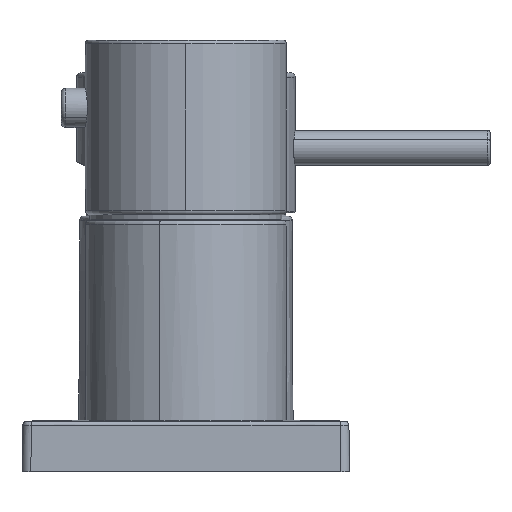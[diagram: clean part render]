
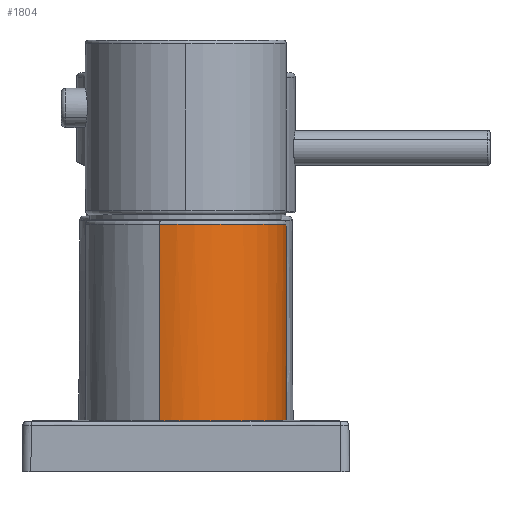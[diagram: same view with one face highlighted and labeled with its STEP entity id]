
A CAD part, left-side view. The second image highlights one B-rep face of the part: STEP entity #1804.
In plain terms, the highlighted cylindrical face has radius 23 mm (diameter 46 mm), a partial arc.
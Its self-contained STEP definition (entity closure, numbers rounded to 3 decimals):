
#84 = CARTESIAN_POINT ( 'NONE',  ( -77.791, -5.98, 56.697 ) ) ;
#215 = B_SPLINE_CURVE_WITH_KNOTS ( 'NONE', 3,
 ( #1200, #1921, #3158, #1188, #984, #960, #933, #446, #437, #408, #423, #398, #3815, #3805, #3789, #3780, #3768, #3759, #3754, #3742, #3727, #3717, #3707, #3571, #3562, #3538, #3526, #3511, #3506, #3475, #3458, #3446, #3419, #3269, #3253, #3238, #3221, #3171, #3141, #3120, #3103, #2926, #2909, #2896, #2881, #2847, #2837, #2822, #2808, #2797, #2765, #2606, #2580, #2565, #2551, #2524, #2499 ),
 .UNSPECIFIED., .F., .F.,
 ( 4, 2, 2, 2, 2, 2, 2, 2, 2, 2, 1, 2, 2, 2, 2, 2, 2, 2, 2, 2, 2, 2, 2, 2, 2, 2, 2, 2, 4 ),
 ( 0., 0.004, 0.007, 0.009, 0.013, 0.016, 0.018, 0.022, 0.024, 0.025, 0.027, 0.029, 0.03, 0.031, 0.036, 0.038, 0.039, 0.04, 0.045, 0.047, 0.049, 0.054, 0.056, 0.058, 0.061, 0.063, 0.067, 0.07, 0.072 ),
 .UNSPECIFIED. ) ;
#390 = DIRECTION ( 'NONE',  ( 0.723, -0.691, 0. ) ) ;
#392 = DIRECTION ( 'NONE',  ( 0., 0., 1. ) ) ;
#395 = CARTESIAN_POINT ( 'NONE',  ( -100., 0., 56.697 ) ) ;
#398 = CARTESIAN_POINT ( 'NONE',  ( -87.244, -19.153, 11.842 ) ) ;
#408 = CARTESIAN_POINT ( 'NONE',  ( -85.416, -17.801, 11.859 ) ) ;
#423 = CARTESIAN_POINT ( 'NONE',  ( -86.01, -18.272, 11.853 ) ) ;
#437 = CARTESIAN_POINT ( 'NONE',  ( -83.719, -16.315, 11.876 ) ) ;
#446 = CARTESIAN_POINT ( 'NONE',  ( -82.693, -15.223, 11.888 ) ) ;
#618 = EDGE_CURVE ( 'NONE', #3708, #3405, #2087, .T. ) ;
#719 = ORIENTED_EDGE ( 'NONE', *, *, #1995, .F. ) ;
#823 = EDGE_CURVE ( 'NONE', #2856, #3405, #1960, .T. ) ;
#933 = CARTESIAN_POINT ( 'NONE',  ( -81.314, -13.431, 11.904 ) ) ;
#960 = CARTESIAN_POINT ( 'NONE',  ( -80.879, -12.805, 11.909 ) ) ;
#984 = CARTESIAN_POINT ( 'NONE',  ( -80.08, -11.523, 11.92 ) ) ;
#1188 = CARTESIAN_POINT ( 'NONE',  ( -79.715, -10.867, 11.924 ) ) ;
#1189 = VECTOR ( 'NONE', #3260, 1000. ) ;
#1196 = LINE ( 'NONE', #1314, #1189 ) ;
#1200 = CARTESIAN_POINT ( 'NONE',  ( -77.791, -5.98, 11.951 ) ) ;
#1314 = CARTESIAN_POINT ( 'NONE',  ( -122.209, 5.98, 32.997 ) ) ;
#1567 = FACE_OUTER_BOUND ( 'NONE', #3046, .T. ) ;
#1804 = ADVANCED_FACE ( 'NONE', ( #1567 ), #3539, .T. ) ;
#1921 = CARTESIAN_POINT ( 'NONE',  ( -78.186, -7.448, 11.945 ) ) ;
#1950 = VECTOR ( 'NONE', #3348, 1000. ) ;
#1960 = LINE ( 'NONE', #2038, #1950 ) ;
#1995 = EDGE_CURVE ( 'NONE', #2856, #2834, #215, .T. ) ;
#2038 = CARTESIAN_POINT ( 'NONE',  ( -77.791, -5.98, 32.997 ) ) ;
#2087 = CIRCLE ( 'NONE', #2515, 23. ) ;
#2206 = CARTESIAN_POINT ( 'NONE',  ( -77.791, -5.98, 11.951 ) ) ;
#2343 = CARTESIAN_POINT ( 'NONE',  ( -122.209, 5.98, 56.697 ) ) ;
#2499 = CARTESIAN_POINT ( 'NONE',  ( -122.209, 5.98, 11.724 ) ) ;
#2515 = AXIS2_PLACEMENT_3D ( 'NONE', #395, #392, #390 ) ;
#2524 = CARTESIAN_POINT ( 'NONE',  ( -122.404, 5.255, 11.724 ) ) ;
#2551 = CARTESIAN_POINT ( 'NONE',  ( -122.564, 4.519, 11.723 ) ) ;
#2565 = CARTESIAN_POINT ( 'NONE',  ( -122.813, 3.022, 11.722 ) ) ;
#2567 = ORIENTED_EDGE ( 'NONE', *, *, #2889, .F. ) ;
#2580 = CARTESIAN_POINT ( 'NONE',  ( -122.9, 2.27, 11.722 ) ) ;
#2606 = CARTESIAN_POINT ( 'NONE',  ( -123.049, 0.021, 11.722 ) ) ;
#2621 = ORIENTED_EDGE ( 'NONE', *, *, #823, .T. ) ;
#2745 = ORIENTED_EDGE ( 'NONE', *, *, #618, .F. ) ;
#2765 = CARTESIAN_POINT ( 'NONE',  ( -123.002, -1.477, 11.722 ) ) ;
#2797 = CARTESIAN_POINT ( 'NONE',  ( -122.71, -3.721, 11.723 ) ) ;
#2808 = CARTESIAN_POINT ( 'NONE',  ( -122.574, -4.472, 11.723 ) ) ;
#2822 = CARTESIAN_POINT ( 'NONE',  ( -122.232, -5.941, 11.724 ) ) ;
#2834 = VERTEX_POINT ( 'NONE', #3774 ) ;
#2837 = CARTESIAN_POINT ( 'NONE',  ( -122.026, -6.664, 11.725 ) ) ;
#2847 = CARTESIAN_POINT ( 'NONE',  ( -121.546, -8.083, 11.727 ) ) ;
#2856 = VERTEX_POINT ( 'NONE', #2206 ) ;
#2881 = CARTESIAN_POINT ( 'NONE',  ( -121.271, -8.78, 11.727 ) ) ;
#2889 = EDGE_CURVE ( 'NONE', #2834, #3708, #1196, .T. ) ;
#2896 = CARTESIAN_POINT ( 'NONE',  ( -120.653, -10.149, 11.729 ) ) ;
#2909 = CARTESIAN_POINT ( 'NONE',  ( -120.309, -10.823, 11.73 ) ) ;
#2926 = CARTESIAN_POINT ( 'NONE',  ( -119.172, -12.796, 11.733 ) ) ;
#3046 = EDGE_LOOP ( 'NONE', ( #2567, #719, #2621, #2745 ) ) ;
#3103 = CARTESIAN_POINT ( 'NONE',  ( -118.297, -14.016, 11.735 ) ) ;
#3120 = CARTESIAN_POINT ( 'NONE',  ( -116.817, -15.708, 11.738 ) ) ;
#3141 = CARTESIAN_POINT ( 'NONE',  ( -116.295, -16.249, 11.738 ) ) ;
#3158 = CARTESIAN_POINT ( 'NONE',  ( -78.719, -8.852, 11.938 ) ) ;
#3171 = CARTESIAN_POINT ( 'NONE',  ( -115.194, -17.284, 11.74 ) ) ;
#3221 = CARTESIAN_POINT ( 'NONE',  ( -114.613, -17.777, 11.741 ) ) ;
#3238 = CARTESIAN_POINT ( 'NONE',  ( -112.821, -19.155, 11.743 ) ) ;
#3253 = CARTESIAN_POINT ( 'NONE',  ( -111.549, -19.947, 11.745 ) ) ;
#3260 = DIRECTION ( 'NONE',  ( 0., 0., 1. ) ) ;
#3269 = CARTESIAN_POINT ( 'NONE',  ( -109.864, -20.781, 11.747 ) ) ;
#3348 = DIRECTION ( 'NONE',  ( 0., 0., 1. ) ) ;
#3405 = VERTEX_POINT ( 'NONE', #84 ) ;
#3419 = CARTESIAN_POINT ( 'NONE',  ( -109.522, -20.94, 11.748 ) ) ;
#3421 = AXIS2_PLACEMENT_3D ( 'NONE', #3734, #3494, #3479 ) ;
#3446 = CARTESIAN_POINT ( 'NONE',  ( -108.829, -21.241, 11.749 ) ) ;
#3458 = CARTESIAN_POINT ( 'NONE',  ( -108.476, -21.384, 11.749 ) ) ;
#3475 = CARTESIAN_POINT ( 'NONE',  ( -107.413, -21.786, 11.751 ) ) ;
#3479 = DIRECTION ( 'NONE',  ( 0.966, -0.26, 0. ) ) ;
#3494 = DIRECTION ( 'NONE',  ( 0., 0., 1. ) ) ;
#3506 = CARTESIAN_POINT ( 'NONE',  ( -106.696, -22.016, 11.752 ) ) ;
#3511 = CARTESIAN_POINT ( 'NONE',  ( -104.523, -22.601, 11.756 ) ) ;
#3526 = CARTESIAN_POINT ( 'NONE',  ( -103.044, -22.848, 11.759 ) ) ;
#3538 = CARTESIAN_POINT ( 'NONE',  ( -101.156, -22.974, 11.764 ) ) ;
#3539 = CYLINDRICAL_SURFACE ( 'NONE', #3421, 23. ) ;
#3562 = CARTESIAN_POINT ( 'NONE',  ( -100.776, -22.99, 11.765 ) ) ;
#3571 = CARTESIAN_POINT ( 'NONE',  ( -100.019, -23.003, 11.768 ) ) ;
#3707 = CARTESIAN_POINT ( 'NONE',  ( -99.642, -23., 11.769 ) ) ;
#3708 = VERTEX_POINT ( 'NONE', #2343 ) ;
#3717 = CARTESIAN_POINT ( 'NONE',  ( -98.514, -22.964, 11.773 ) ) ;
#3727 = CARTESIAN_POINT ( 'NONE',  ( -97.019, -22.843, 11.779 ) ) ;
#3734 = CARTESIAN_POINT ( 'NONE',  ( -100., 0., 32.997 ) ) ;
#3742 = CARTESIAN_POINT ( 'NONE',  ( -95.543, -22.577, 11.786 ) ) ;
#3754 = CARTESIAN_POINT ( 'NONE',  ( -94.443, -22.322, 11.791 ) ) ;
#3759 = CARTESIAN_POINT ( 'NONE',  ( -94.077, -22.228, 11.793 ) ) ;
#3768 = CARTESIAN_POINT ( 'NONE',  ( -93.348, -22.02, 11.798 ) ) ;
#3774 = CARTESIAN_POINT ( 'NONE',  ( -122.209, 5.98, 11.724 ) ) ;
#3780 = CARTESIAN_POINT ( 'NONE',  ( -92.985, -21.907, 11.8 ) ) ;
#3789 = CARTESIAN_POINT ( 'NONE',  ( -91.194, -21.301, 11.811 ) ) ;
#3805 = CARTESIAN_POINT ( 'NONE',  ( -89.828, -20.683, 11.821 ) ) ;
#3815 = CARTESIAN_POINT ( 'NONE',  ( -87.878, -19.56, 11.836 ) ) ;
